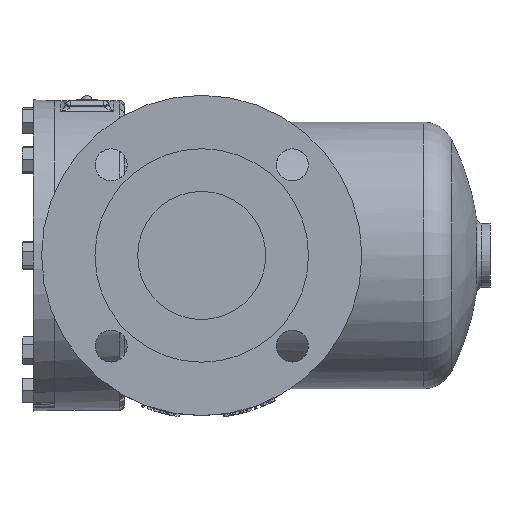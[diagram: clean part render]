
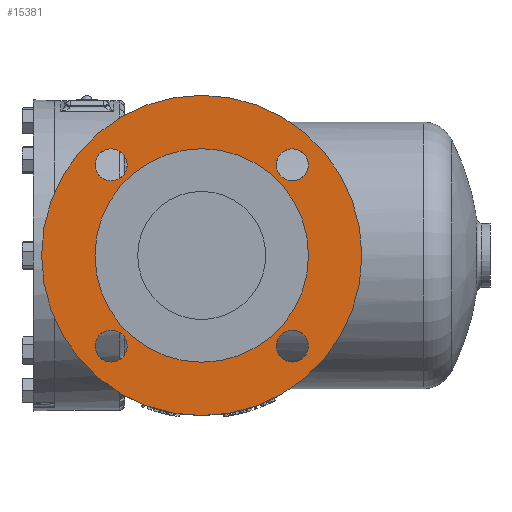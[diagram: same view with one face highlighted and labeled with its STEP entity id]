
A CAD part, left-side view. The second image highlights one B-rep face of the part: STEP entity #15381.
In plain terms, the highlighted planar face has unit normal (-1, 0, 0).
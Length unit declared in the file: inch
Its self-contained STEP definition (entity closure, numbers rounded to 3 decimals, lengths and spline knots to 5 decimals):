
#17 = CARTESIAN_POINT ( 'NONE',  ( -5.94, -2.12132, 1.74632 ) ) ;
#80 = AXIS2_PLACEMENT_3D ( 'NONE', #4833, #34610, #9123 ) ;
#1586 = DIRECTION ( 'NONE',  ( 0., 0., 1. ) ) ;
#1951 = DIRECTION ( 'NONE',  ( 0., 0., 1. ) ) ;
#2336 = CARTESIAN_POINT ( 'NONE',  ( -5.94, -2.12132, -2.49632 ) ) ;
#2867 = VERTEX_POINT ( 'NONE', #19001 ) ;
#3149 = DIRECTION ( 'NONE',  ( 0., 0., 1. ) ) ;
#3230 = VERTEX_POINT ( 'NONE', #12685 ) ;
#3459 = DIRECTION ( 'NONE',  ( 0., 0., 1. ) ) ;
#3718 = EDGE_CURVE ( 'NONE', #3230, #35646, #40711, .T. ) ;
#3881 = CARTESIAN_POINT ( 'NONE',  ( -5.94, -2.12132, 2.12132 ) ) ;
#4833 = CARTESIAN_POINT ( 'NONE',  ( -5.94, 2.12132, 2.12132 ) ) ;
#5432 = ORIENTED_EDGE ( 'NONE', *, *, #17303, .F. ) ;
#6166 = EDGE_CURVE ( 'NONE', #25499, #53702, #38562, .T. ) ;
#6527 = ORIENTED_EDGE ( 'NONE', *, *, #9157, .F. ) ;
#6651 = EDGE_LOOP ( 'NONE', ( #29076, #39219 ) ) ;
#7847 = VERTEX_POINT ( 'NONE', #29185 ) ;
#8133 = DIRECTION ( 'NONE',  ( 0., 0., 1. ) ) ;
#9123 = DIRECTION ( 'NONE',  ( 0., 0., 1. ) ) ;
#9157 = EDGE_CURVE ( 'NONE', #2867, #12366, #9732, .T. ) ;
#9450 = PLANE ( 'NONE',  #31106 ) ;
#9732 = CIRCLE ( 'NONE', #49672, 0.375 ) ;
#10909 = CARTESIAN_POINT ( 'NONE',  ( -5.94, 0., 0. ) ) ;
#10972 = FACE_BOUND ( 'NONE', #43525, .T. ) ;
#11121 = VERTEX_POINT ( 'NONE', #52442 ) ;
#11384 = ORIENTED_EDGE ( 'NONE', *, *, #20951, .T. ) ;
#12366 = VERTEX_POINT ( 'NONE', #22576 ) ;
#12598 = AXIS2_PLACEMENT_3D ( 'NONE', #19710, #49552, #23998 ) ;
#12685 = CARTESIAN_POINT ( 'NONE',  ( -5.94, 0., -2.5 ) ) ;
#12908 = AXIS2_PLACEMENT_3D ( 'NONE', #44059, #18504, #48328 ) ;
#13720 = DIRECTION ( 'NONE',  ( 0., 0., -1. ) ) ;
#14387 = CIRCLE ( 'NONE', #42678, 3.75 ) ;
#15195 = DIRECTION ( 'NONE',  ( 0., 0., -1. ) ) ;
#15381 = ADVANCED_FACE ( 'NONE', ( #10972, #22266, #54939, #43621, #32262, #20925 ), #9450, .F. ) ;
#15609 = EDGE_CURVE ( 'NONE', #49805, #33687, #50285, .T. ) ;
#16482 = EDGE_LOOP ( 'NONE', ( #25744, #22951 ) ) ;
#17303 = EDGE_CURVE ( 'NONE', #12366, #2867, #54794, .T. ) ;
#17715 = VERTEX_POINT ( 'NONE', #33436 ) ;
#17912 = DIRECTION ( 'NONE',  ( -1., 0., 0. ) ) ;
#18504 = DIRECTION ( 'NONE',  ( -1., 0., 0. ) ) ;
#18786 = CARTESIAN_POINT ( 'NONE',  ( -5.94, 0., 0. ) ) ;
#19001 = CARTESIAN_POINT ( 'NONE',  ( -5.94, 2.12132, 1.74632 ) ) ;
#19710 = CARTESIAN_POINT ( 'NONE',  ( -5.94, 0., 0. ) ) ;
#20398 = CIRCLE ( 'NONE', #12598, 3.75 ) ;
#20925 = FACE_BOUND ( 'NONE', #6651, .T. ) ;
#20951 = EDGE_CURVE ( 'NONE', #11121, #7847, #14387, .T. ) ;
#21699 = EDGE_LOOP ( 'NONE', ( #50364, #24227 ) ) ;
#22266 = FACE_BOUND ( 'NONE', #16482, .T. ) ;
#22516 = EDGE_CURVE ( 'NONE', #7847, #11121, #20398, .T. ) ;
#22576 = CARTESIAN_POINT ( 'NONE',  ( -5.94, 2.12132, 2.49632 ) ) ;
#22951 = ORIENTED_EDGE ( 'NONE', *, *, #6166, .F. ) ;
#23065 = DIRECTION ( 'NONE',  ( 0., 0., -1. ) ) ;
#23565 = CARTESIAN_POINT ( 'NONE',  ( -5.94, 0., 0. ) ) ;
#23785 = AXIS2_PLACEMENT_3D ( 'NONE', #52981, #27437, #1951 ) ;
#23998 = DIRECTION ( 'NONE',  ( 0., 0., -1. ) ) ;
#24227 = ORIENTED_EDGE ( 'NONE', *, *, #15609, .F. ) ;
#24499 = AXIS2_PLACEMENT_3D ( 'NONE', #18786, #48633, #23065 ) ;
#25499 = VERTEX_POINT ( 'NONE', #17 ) ;
#25744 = ORIENTED_EDGE ( 'NONE', *, *, #30426, .F. ) ;
#26233 = AXIS2_PLACEMENT_3D ( 'NONE', #10909, #40722, #15195 ) ;
#26253 = EDGE_CURVE ( 'NONE', #33687, #49805, #44252, .T. ) ;
#26451 = CARTESIAN_POINT ( 'NONE',  ( -5.94, 2.12132, -1.74632 ) ) ;
#26657 = AXIS2_PLACEMENT_3D ( 'NONE', #3881, #33616, #8133 ) ;
#27088 = DIRECTION ( 'NONE',  ( -1., 0., 0. ) ) ;
#27437 = DIRECTION ( 'NONE',  ( -1., 0., 0. ) ) ;
#27859 = DIRECTION ( 'NONE',  ( 0., 0., -1. ) ) ;
#27914 = EDGE_CURVE ( 'NONE', #48961, #17715, #32786, .T. ) ;
#28646 = DIRECTION ( 'NONE',  ( -1., 0., 0. ) ) ;
#28954 = DIRECTION ( 'NONE',  ( -1., 0., 0. ) ) ;
#29076 = ORIENTED_EDGE ( 'NONE', *, *, #3718, .T. ) ;
#29185 = CARTESIAN_POINT ( 'NONE',  ( -5.94, 0., 3.75 ) ) ;
#29305 = AXIS2_PLACEMENT_3D ( 'NONE', #54494, #28954, #3459 ) ;
#29451 = EDGE_LOOP ( 'NONE', ( #5432, #6527 ) ) ;
#30426 = EDGE_CURVE ( 'NONE', #53702, #25499, #37230, .T. ) ;
#30681 = CARTESIAN_POINT ( 'NONE',  ( -5.94, 4.53658, 0. ) ) ;
#31106 = AXIS2_PLACEMENT_3D ( 'NONE', #30681, #39273, #13720 ) ;
#32262 = FACE_OUTER_BOUND ( 'NONE', #50416, .T. ) ;
#32786 = CIRCLE ( 'NONE', #43446, 0.375 ) ;
#33160 = AXIS2_PLACEMENT_3D ( 'NONE', #52640, #27088, #1586 ) ;
#33436 = CARTESIAN_POINT ( 'NONE',  ( -5.94, -2.12132, -1.74632 ) ) ;
#33616 = DIRECTION ( 'NONE',  ( -1., 0., 0. ) ) ;
#33687 = VERTEX_POINT ( 'NONE', #26451 ) ;
#34610 = DIRECTION ( 'NONE',  ( -1., 0., 0. ) ) ;
#35646 = VERTEX_POINT ( 'NONE', #50733 ) ;
#37230 = CIRCLE ( 'NONE', #33160, 0.375 ) ;
#38099 = CIRCLE ( 'NONE', #29305, 0.375 ) ;
#38562 = CIRCLE ( 'NONE', #26657, 0.375 ) ;
#39219 = ORIENTED_EDGE ( 'NONE', *, *, #48047, .T. ) ;
#39273 = DIRECTION ( 'NONE',  ( 1., 0., 0. ) ) ;
#40711 = CIRCLE ( 'NONE', #26233, 2.5 ) ;
#40722 = DIRECTION ( 'NONE',  ( 1., 0., 0. ) ) ;
#41471 = EDGE_CURVE ( 'NONE', #17715, #48961, #38099, .T. ) ;
#42490 = ORIENTED_EDGE ( 'NONE', *, *, #22516, .T. ) ;
#42678 = AXIS2_PLACEMENT_3D ( 'NONE', #23565, #53392, #27859 ) ;
#43160 = CARTESIAN_POINT ( 'NONE',  ( -5.94, -2.12132, 2.49632 ) ) ;
#43433 = CARTESIAN_POINT ( 'NONE',  ( -5.94, -2.12132, -2.12132 ) ) ;
#43446 = AXIS2_PLACEMENT_3D ( 'NONE', #43433, #17912, #47735 ) ;
#43525 = EDGE_LOOP ( 'NONE', ( #51318, #50433 ) ) ;
#43621 = FACE_BOUND ( 'NONE', #21699, .T. ) ;
#44059 = CARTESIAN_POINT ( 'NONE',  ( -5.94, 2.12132, -2.12132 ) ) ;
#44252 = CIRCLE ( 'NONE', #23785, 0.375 ) ;
#46781 = CARTESIAN_POINT ( 'NONE',  ( -5.94, 2.12132, -2.49632 ) ) ;
#47735 = DIRECTION ( 'NONE',  ( 0., 0., 1. ) ) ;
#48047 = EDGE_CURVE ( 'NONE', #35646, #3230, #55070, .T. ) ;
#48328 = DIRECTION ( 'NONE',  ( 0., 0., 1. ) ) ;
#48633 = DIRECTION ( 'NONE',  ( 1., 0., 0. ) ) ;
#48961 = VERTEX_POINT ( 'NONE', #2336 ) ;
#49552 = DIRECTION ( 'NONE',  ( -1., 0., 0. ) ) ;
#49672 = AXIS2_PLACEMENT_3D ( 'NONE', #54159, #28646, #3149 ) ;
#49805 = VERTEX_POINT ( 'NONE', #46781 ) ;
#50285 = CIRCLE ( 'NONE', #12908, 0.375 ) ;
#50364 = ORIENTED_EDGE ( 'NONE', *, *, #26253, .F. ) ;
#50416 = EDGE_LOOP ( 'NONE', ( #11384, #42490 ) ) ;
#50433 = ORIENTED_EDGE ( 'NONE', *, *, #27914, .F. ) ;
#50733 = CARTESIAN_POINT ( 'NONE',  ( -5.94, 0., 2.5 ) ) ;
#51318 = ORIENTED_EDGE ( 'NONE', *, *, #41471, .F. ) ;
#52442 = CARTESIAN_POINT ( 'NONE',  ( -5.94, 0., -3.75 ) ) ;
#52640 = CARTESIAN_POINT ( 'NONE',  ( -5.94, -2.12132, 2.12132 ) ) ;
#52981 = CARTESIAN_POINT ( 'NONE',  ( -5.94, 2.12132, -2.12132 ) ) ;
#53392 = DIRECTION ( 'NONE',  ( -1., 0., 0. ) ) ;
#53702 = VERTEX_POINT ( 'NONE', #43160 ) ;
#54159 = CARTESIAN_POINT ( 'NONE',  ( -5.94, 2.12132, 2.12132 ) ) ;
#54494 = CARTESIAN_POINT ( 'NONE',  ( -5.94, -2.12132, -2.12132 ) ) ;
#54794 = CIRCLE ( 'NONE', #80, 0.375 ) ;
#54939 = FACE_BOUND ( 'NONE', #29451, .T. ) ;
#55070 = CIRCLE ( 'NONE', #24499, 2.5 ) ;
